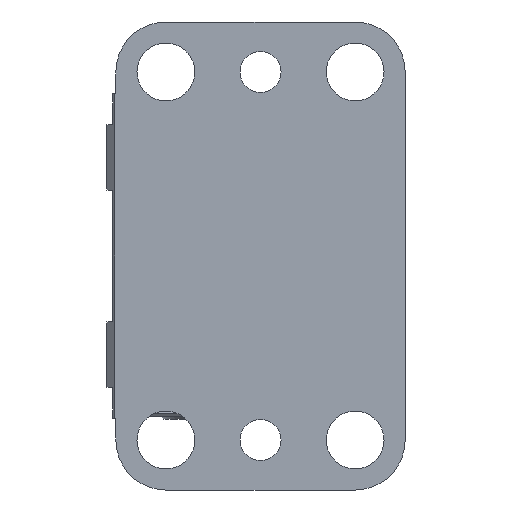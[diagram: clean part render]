
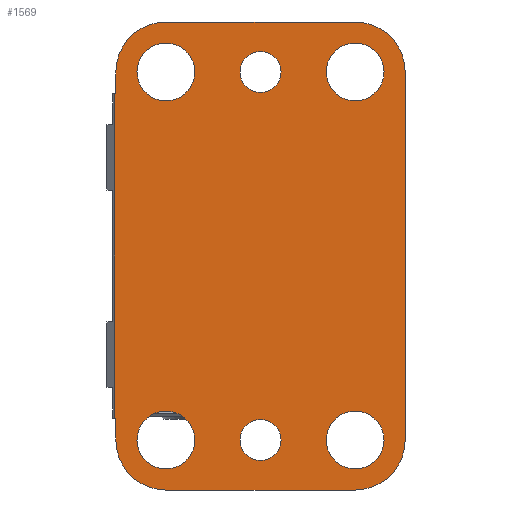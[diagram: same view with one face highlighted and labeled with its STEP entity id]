
A CAD part, front view. The second image highlights one B-rep face of the part: STEP entity #1569.
In plain terms, the highlighted planar face has unit normal (0, -1, 0).
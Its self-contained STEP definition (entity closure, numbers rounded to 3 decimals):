
#55=PLANE('',#1726);
#119=LINE('',#2423,#259);
#122=LINE('',#2429,#262);
#126=LINE('',#2441,#266);
#130=LINE('',#2453,#270);
#138=LINE('',#2468,#278);
#142=LINE('',#2502,#282);
#143=LINE('',#2505,#283);
#144=LINE('',#2506,#284);
#259=VECTOR('',#1921,1000.);
#262=VECTOR('',#1926,1000.);
#266=VECTOR('',#1938,1000.);
#270=VECTOR('',#1950,1000.);
#278=VECTOR('',#1964,1000.);
#282=VECTOR('',#2006,1000.);
#283=VECTOR('',#2007,1000.);
#284=VECTOR('',#2008,1000.);
#485=ORIENTED_EDGE('',*,*,#898,.T.);
#486=ORIENTED_EDGE('',*,*,#899,.T.);
#487=ORIENTED_EDGE('',*,*,#863,.F.);
#488=ORIENTED_EDGE('',*,*,#895,.F.);
#489=ORIENTED_EDGE('',*,*,#884,.F.);
#490=ORIENTED_EDGE('',*,*,#882,.F.);
#491=ORIENTED_EDGE('',*,*,#875,.F.);
#492=ORIENTED_EDGE('',*,*,#872,.F.);
#493=ORIENTED_EDGE('',*,*,#869,.F.);
#494=ORIENTED_EDGE('',*,*,#866,.F.);
#495=ORIENTED_EDGE('',*,*,#860,.F.);
#496=ORIENTED_EDGE('',*,*,#900,.F.);
#497=ORIENTED_EDGE('',*,*,#888,.T.);
#498=ORIENTED_EDGE('',*,*,#891,.T.);
#499=ORIENTED_EDGE('',*,*,#894,.T.);
#500=ORIENTED_EDGE('',*,*,#892,.T.);
#501=ORIENTED_EDGE('',*,*,#889,.T.);
#502=ORIENTED_EDGE('',*,*,#886,.T.);
#860=EDGE_CURVE('',#1078,#1080,#119,.T.);
#863=EDGE_CURVE('',#1082,#1083,#122,.T.);
#866=EDGE_CURVE('',#1080,#1084,#1210,.T.);
#869=EDGE_CURVE('',#1084,#1086,#126,.T.);
#872=EDGE_CURVE('',#1086,#1088,#1212,.T.);
#875=EDGE_CURVE('',#1088,#1090,#130,.T.);
#882=EDGE_CURVE('',#1090,#1093,#1214,.T.);
#884=EDGE_CURVE('',#1093,#1094,#138,.T.);
#886=EDGE_CURVE('',#1095,#1095,#1215,.T.);
#888=EDGE_CURVE('',#1097,#1097,#1217,.T.);
#889=EDGE_CURVE('',#1098,#1098,#1218,.T.);
#891=EDGE_CURVE('',#1100,#1100,#1220,.T.);
#892=EDGE_CURVE('',#1101,#1101,#1221,.T.);
#894=EDGE_CURVE('',#1103,#1103,#1223,.T.);
#895=EDGE_CURVE('',#1094,#1082,#1224,.T.);
#898=EDGE_CURVE('',#1105,#1106,#142,.T.);
#899=EDGE_CURVE('',#1106,#1083,#143,.T.);
#900=EDGE_CURVE('',#1105,#1078,#144,.T.);
#1078=VERTEX_POINT('',#2421);
#1080=VERTEX_POINT('',#2424);
#1082=VERTEX_POINT('',#2430);
#1083=VERTEX_POINT('',#2431);
#1084=VERTEX_POINT('',#2436);
#1086=VERTEX_POINT('',#2442);
#1088=VERTEX_POINT('',#2448);
#1090=VERTEX_POINT('',#2454);
#1093=VERTEX_POINT('',#2465);
#1094=VERTEX_POINT('',#2469);
#1095=VERTEX_POINT('',#2473);
#1097=VERTEX_POINT('',#2478);
#1098=VERTEX_POINT('',#2481);
#1100=VERTEX_POINT('',#2486);
#1101=VERTEX_POINT('',#2489);
#1103=VERTEX_POINT('',#2494);
#1105=VERTEX_POINT('',#2503);
#1106=VERTEX_POINT('',#2504);
#1210=CIRCLE('',#1698,9.5);
#1212=CIRCLE('',#1702,9.5);
#1214=CIRCLE('',#1706,9.5);
#1215=CIRCLE('',#1709,5.5);
#1217=CIRCLE('',#1712,5.5);
#1218=CIRCLE('',#1714,3.9);
#1220=CIRCLE('',#1717,3.9);
#1221=CIRCLE('',#1719,5.5);
#1223=CIRCLE('',#1722,5.5);
#1224=CIRCLE('',#1724,9.5);
#1306=EDGE_LOOP('',(#485,#486,#487,#488,#489,#490,#491,#492,#493,#494,#495,
#496));
#1307=EDGE_LOOP('',(#497));
#1308=EDGE_LOOP('',(#498));
#1309=EDGE_LOOP('',(#499));
#1310=EDGE_LOOP('',(#500));
#1311=EDGE_LOOP('',(#501));
#1312=EDGE_LOOP('',(#502));
#1426=FACE_BOUND('',#1306,.T.);
#1427=FACE_BOUND('',#1307,.T.);
#1428=FACE_BOUND('',#1308,.T.);
#1429=FACE_BOUND('',#1309,.T.);
#1430=FACE_BOUND('',#1310,.T.);
#1431=FACE_BOUND('',#1311,.T.);
#1432=FACE_BOUND('',#1312,.T.);
#1569=ADVANCED_FACE('',(#1426,#1427,#1428,#1429,#1430,#1431,#1432),#55,
 .F.);
#1698=AXIS2_PLACEMENT_3D('',#2435,#1931,#1932);
#1702=AXIS2_PLACEMENT_3D('',#2447,#1943,#1944);
#1706=AXIS2_PLACEMENT_3D('',#2464,#1959,#1960);
#1709=AXIS2_PLACEMENT_3D('',#2472,#1968,#1969);
#1712=AXIS2_PLACEMENT_3D('',#2477,#1974,#1975);
#1714=AXIS2_PLACEMENT_3D('',#2480,#1978,#1979);
#1717=AXIS2_PLACEMENT_3D('',#2485,#1984,#1985);
#1719=AXIS2_PLACEMENT_3D('',#2488,#1988,#1989);
#1722=AXIS2_PLACEMENT_3D('',#2493,#1994,#1995);
#1724=AXIS2_PLACEMENT_3D('',#2496,#1998,#1999);
#1726=AXIS2_PLACEMENT_3D('',#2501,#2004,#2005);
#1921=DIRECTION('',(0.,0.,1.));
#1926=DIRECTION('',(0.,0.,1.));
#1931=DIRECTION('',(0.,1.,0.));
#1932=DIRECTION('',(1.,0.,0.));
#1938=DIRECTION('',(1.,0.,0.));
#1943=DIRECTION('',(0.,1.,0.));
#1944=DIRECTION('',(1.,0.,0.));
#1950=DIRECTION('',(0.,0.,-1.));
#1959=DIRECTION('',(0.,1.,0.));
#1960=DIRECTION('',(1.,0.,0.));
#1964=DIRECTION('',(-1.,0.,0.));
#1968=DIRECTION('',(0.,1.,0.));
#1969=DIRECTION('',(1.,0.,0.));
#1974=DIRECTION('',(0.,1.,0.));
#1975=DIRECTION('',(1.,0.,0.));
#1978=DIRECTION('',(0.,1.,0.));
#1979=DIRECTION('',(1.,0.,0.));
#1984=DIRECTION('',(0.,1.,0.));
#1985=DIRECTION('',(1.,0.,0.));
#1988=DIRECTION('',(0.,1.,0.));
#1989=DIRECTION('',(1.,0.,0.));
#1994=DIRECTION('',(0.,1.,0.));
#1995=DIRECTION('',(1.,0.,0.));
#1998=DIRECTION('',(0.,1.,0.));
#1999=DIRECTION('',(1.,0.,0.));
#2004=DIRECTION('',(0.,1.,0.));
#2005=DIRECTION('',(0.,0.,1.));
#2006=DIRECTION('',(0.,0.,-1.));
#2007=DIRECTION('',(1.,0.,0.));
#2008=DIRECTION('',(1.,0.,0.));
#2421=CARTESIAN_POINT('',(-27.5,0.,30.85));
#2423=CARTESIAN_POINT('',(-27.5,0.,-35.));
#2424=CARTESIAN_POINT('',(-27.5,0.,35.));
#2429=CARTESIAN_POINT('',(-27.5,0.,-35.));
#2430=CARTESIAN_POINT('',(-27.5,0.,-35.));
#2431=CARTESIAN_POINT('',(-27.5,0.,-30.85));
#2435=CARTESIAN_POINT('',(-18.,0.,35.));
#2436=CARTESIAN_POINT('',(-18.,0.,44.5));
#2441=CARTESIAN_POINT('',(-18.,0.,44.5));
#2442=CARTESIAN_POINT('',(18.,0.,44.5));
#2447=CARTESIAN_POINT('',(18.,0.,35.));
#2448=CARTESIAN_POINT('',(27.5,0.,35.));
#2453=CARTESIAN_POINT('',(27.5,0.,35.));
#2454=CARTESIAN_POINT('',(27.5,0.,-35.));
#2464=CARTESIAN_POINT('',(18.,0.,-35.));
#2465=CARTESIAN_POINT('',(18.,0.,-44.5));
#2468=CARTESIAN_POINT('',(18.,0.,-44.5));
#2469=CARTESIAN_POINT('',(-18.,0.,-44.5));
#2472=CARTESIAN_POINT('',(18.,0.,-35.));
#2473=CARTESIAN_POINT('',(23.5,0.,-35.));
#2477=CARTESIAN_POINT('',(18.,0.,35.));
#2478=CARTESIAN_POINT('',(23.5,0.,35.));
#2480=CARTESIAN_POINT('',(0.,0.,-35.));
#2481=CARTESIAN_POINT('',(3.9,0.,-35.));
#2485=CARTESIAN_POINT('',(0.,0.,35.));
#2486=CARTESIAN_POINT('',(3.9,0.,35.));
#2488=CARTESIAN_POINT('',(-18.,0.,-35.));
#2489=CARTESIAN_POINT('',(-12.5,0.,-35.));
#2493=CARTESIAN_POINT('',(-18.,0.,35.));
#2494=CARTESIAN_POINT('',(-12.5,0.,35.));
#2496=CARTESIAN_POINT('',(-18.,0.,-35.));
#2501=CARTESIAN_POINT('',(-18.,0.,35.));
#2502=CARTESIAN_POINT('',(-27.7,0.,30.85));
#2503=CARTESIAN_POINT('',(-27.7,0.,30.85));
#2504=CARTESIAN_POINT('',(-27.7,0.,-30.85));
#2505=CARTESIAN_POINT('',(-27.7,0.,-30.85));
#2506=CARTESIAN_POINT('',(-27.7,0.,30.85));
